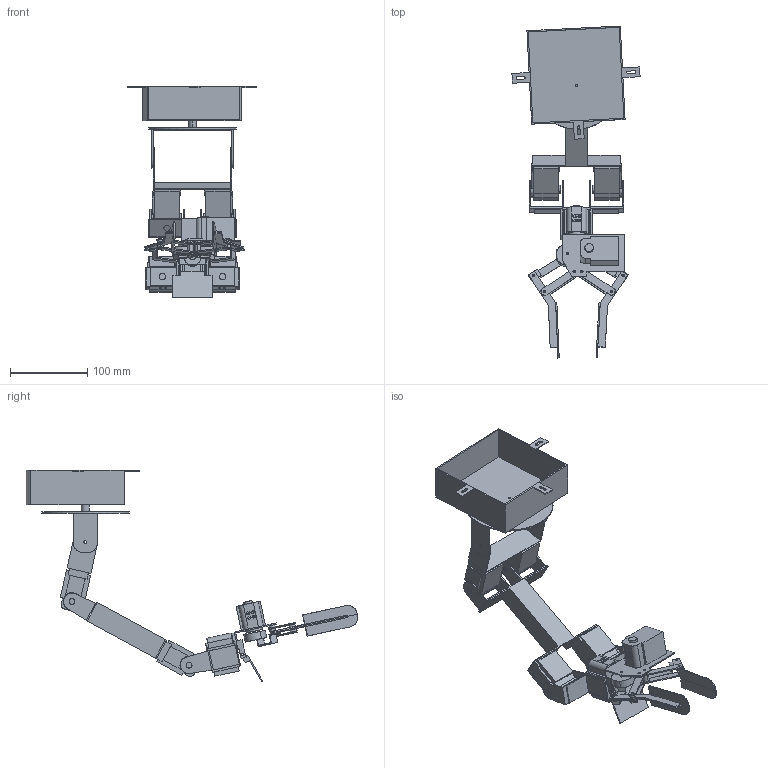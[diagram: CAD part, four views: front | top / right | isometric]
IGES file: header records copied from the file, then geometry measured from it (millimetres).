
Start section: SolidWorks IGES file using analytic representation for surfaces
Global section: file name: AX12-18 Smart Arm.IGS; native system: SolidWorks 2016; preprocessor: SolidWorks 2016; author: algarcia; date: 160505.165408; units: inch
Bounding box: 165.79 x 428.98 x 273.22 mm (x, y, z)
Surface area: 297091.6 mm2 (no closed solid volume)
Topology: 0 solids, 0 shells, 1388 faces, 16710 edges, 16710 vertices
Faces by surface type: bspline 1135, revolution 253
